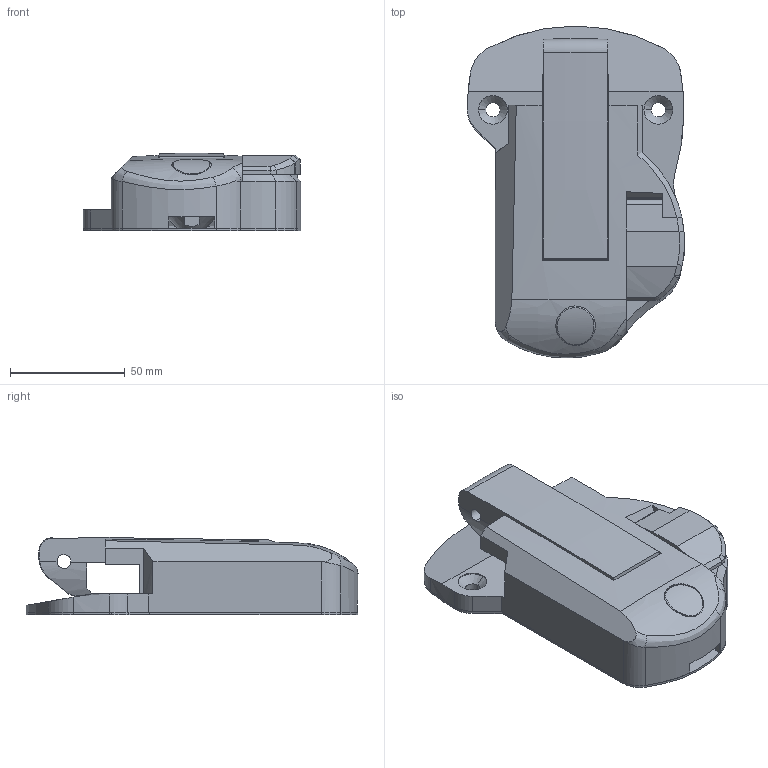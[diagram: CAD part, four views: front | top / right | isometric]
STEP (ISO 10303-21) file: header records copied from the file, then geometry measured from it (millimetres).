
FILE_DESCRIPTION (( 'STEP AP203' ), '1' );
FILE_NAME ('FA-834-C-S-1.STEP', '2021-03-17T04:13:27', ( '' ), ( '' ), 'SwSTEP 2.0', 'SolidWorks 2018', '' );
FILE_SCHEMA (( 'CONFIG_CONTROL_DESIGN' ));
Length unit declared in the file: millimetre
Products named in the file (14): FA-834-C-S-1_儘乕僞乕Assy_; FA-834-C-S-1_TVC_キャップ_; FA-834-C-S-1_本体_; FA-834-C-S-1_フックシャフト_; FA-834-C-S-1_パッキン_; FA-834-C-S-1_キャップ_; FA-834-C-S-1_カマ_; FA-834-C-S-1_TVC_ローター__公開用; FA-834-C-S-1_TVC_ハウジング__公開用; FA-834-C-S-1_ビスキャップ_; FA-834-C-S-1; FA-834-C-S-1_TVC_カム_; FA-834-C-S-1_平行ピンver1.01__平行ピン 呼び3.0×7 (SUS) B種; FA-834-C-S-1_僉儍僢僾Assy_
Assembly tree (14 placements, depth 3):
  FA-834-C-S-1
    FA-834-C-S-1_本体_
    FA-834-C-S-1_僉儍僢僾Assy_
      FA-834-C-S-1_キャップ_
      FA-834-C-S-1_平行ピンver1.01__平行ピン 呼び3.0×7 (SUS) B種  x2
    FA-834-C-S-1_カマ_
    FA-834-C-S-1_フックシャフト_
    FA-834-C-S-1_儘乕僞乕Assy_
      FA-834-C-S-1_TVC_ハウジング__公開用
      FA-834-C-S-1_TVC_ローター__公開用
      FA-834-C-S-1_TVC_キャップ_
      FA-834-C-S-1_TVC_カム_
    FA-834-C-S-1_ビスキャップ_
    FA-834-C-S-1_パッキン_
Bounding box: 94.54 x 144.5 x 33.64 mm (x, y, z)
Volume: 126557.9 mm3; surface area: 85761 mm2
Topology: 12 solids, 12 shells, 527 faces, 1413 edges, 920 vertices
Faces by surface type: plane 244, cylinder 204, cone 38, bspline 28, torus 13
Entity records: 21441 total; most frequent: CARTESIAN_POINT 6797, ORIENTED_EDGE 2794, DIRECTION 2739, EDGE_CURVE 1397, AXIS2_PLACEMENT_3D 995, VERTEX_POINT 912, LINE 749, VECTOR 749
